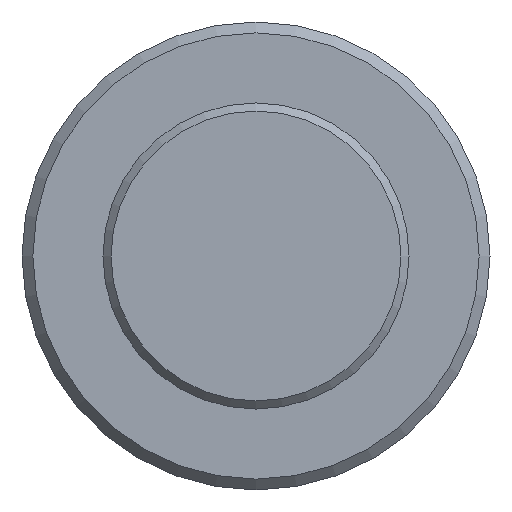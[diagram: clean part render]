
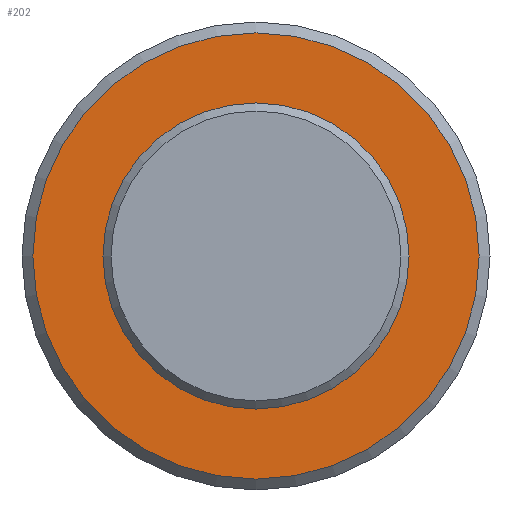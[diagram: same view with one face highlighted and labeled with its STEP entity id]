
A CAD part, left-side view. The second image highlights one B-rep face of the part: STEP entity #202.
In plain terms, the highlighted planar face has unit normal (-1, 0, 0).
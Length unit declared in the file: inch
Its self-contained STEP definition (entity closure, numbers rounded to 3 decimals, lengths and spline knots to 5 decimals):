
#27=PLANE('',#230);
#35=FACE_BOUND('',#77,.T.);
#52=FACE_OUTER_BOUND('',#76,.T.);
#76=EDGE_LOOP('',(#156));
#77=EDGE_LOOP('',(#157));
#95=CIRCLE('',#218,0.5625);
#101=CIRCLE('',#231,0.82);
#111=VERTEX_POINT('',#323);
#117=VERTEX_POINT('',#342);
#127=EDGE_CURVE('',#111,#111,#95,.T.);
#133=EDGE_CURVE('',#117,#117,#101,.T.);
#156=ORIENTED_EDGE('',*,*,#133,.F.);
#157=ORIENTED_EDGE('',*,*,#127,.T.);
#202=ADVANCED_FACE('',(#52,#35),#27,.T.);
#218=AXIS2_PLACEMENT_3D('',#324,#259,#260);
#230=AXIS2_PLACEMENT_3D('',#341,#283,#284);
#231=AXIS2_PLACEMENT_3D('',#343,#285,#286);
#259=DIRECTION('center_axis',(1.,0.,0.));
#260=DIRECTION('ref_axis',(0.,1.,0.));
#283=DIRECTION('center_axis',(-1.,0.,0.));
#284=DIRECTION('ref_axis',(0.,0.,1.));
#285=DIRECTION('center_axis',(1.,0.,0.));
#286=DIRECTION('ref_axis',(0.,-1.,0.));
#323=CARTESIAN_POINT('',(-0.712,-0.5625,0.));
#324=CARTESIAN_POINT('Origin',(-0.712,0.,
0.));
#341=CARTESIAN_POINT('Origin',(-0.712,0.43,0.));
#342=CARTESIAN_POINT('',(-0.712,0.82,0.));
#343=CARTESIAN_POINT('Origin',(-0.712,0.,
0.));
